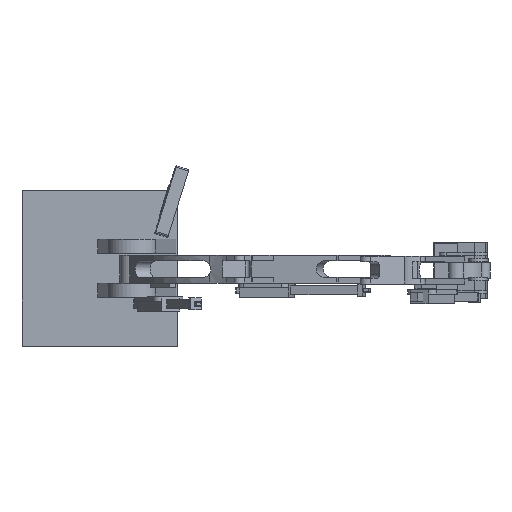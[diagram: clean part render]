
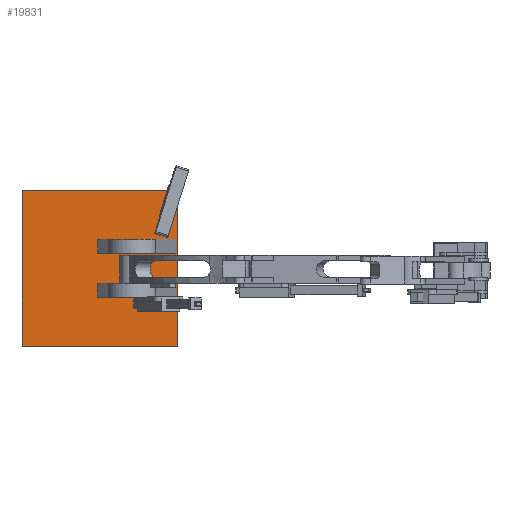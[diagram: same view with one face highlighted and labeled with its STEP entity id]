
A CAD part, top view. The second image highlights one B-rep face of the part: STEP entity #19831.
In plain terms, the highlighted planar face has unit normal (0, 0, 1).
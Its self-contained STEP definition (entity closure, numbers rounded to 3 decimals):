
#3334=ORIENTED_EDGE('',*,*,#8847,.T.);
#3335=ORIENTED_EDGE('',*,*,#8843,.T.);
#3336=ORIENTED_EDGE('',*,*,#8841,.F.);
#3337=ORIENTED_EDGE('',*,*,#8848,.F.);
#3338=ORIENTED_EDGE('',*,*,#8859,.T.);
#3339=ORIENTED_EDGE('',*,*,#8854,.F.);
#3340=ORIENTED_EDGE('',*,*,#8863,.F.);
#3341=ORIENTED_EDGE('',*,*,#8876,.T.);
#3342=ORIENTED_EDGE('',*,*,#8871,.F.);
#3343=ORIENTED_EDGE('',*,*,#8868,.F.);
#3344=ORIENTED_EDGE('',*,*,#8865,.F.);
#3345=ORIENTED_EDGE('',*,*,#8875,.F.);
#8841=EDGE_CURVE('',#11706,#11705,#13562,.T.);
#8843=EDGE_CURVE('',#11707,#11705,#13564,.T.);
#8847=EDGE_CURVE('',#11710,#11707,#13566,.T.);
#8848=EDGE_CURVE('',#11710,#11706,#13567,.T.);
#8854=EDGE_CURVE('',#11716,#11713,#13570,.T.);
#8859=EDGE_CURVE('',#11719,#11713,#13573,.T.);
#8863=EDGE_CURVE('',#11722,#11716,#13576,.T.);
#8865=EDGE_CURVE('',#11724,#11725,#13578,.T.);
#8868=EDGE_CURVE('',#11725,#11727,#13581,.T.);
#8871=EDGE_CURVE('',#11727,#11729,#13584,.T.);
#8875=EDGE_CURVE('',#11729,#11724,#13588,.T.);
#8876=EDGE_CURVE('',#11722,#11719,#13589,.T.);
#11705=VERTEX_POINT('',#29868);
#11706=VERTEX_POINT('',#29870);
#11707=VERTEX_POINT('',#29874);
#11710=VERTEX_POINT('',#29882);
#11713=VERTEX_POINT('',#29892);
#11716=VERTEX_POINT('',#29897);
#11719=VERTEX_POINT('',#29905);
#11722=VERTEX_POINT('',#29915);
#11724=VERTEX_POINT('',#29920);
#11725=VERTEX_POINT('',#29922);
#11727=VERTEX_POINT('',#29928);
#11729=VERTEX_POINT('',#29934);
#13562=LINE('',#29871,#15033);
#13564=LINE('',#29875,#15035);
#13566=LINE('',#29883,#15037);
#13567=LINE('',#29885,#15038);
#13570=LINE('',#29898,#15041);
#13573=LINE('',#29908,#15044);
#13576=LINE('',#29916,#15047);
#13578=LINE('',#29921,#15049);
#13581=LINE('',#29927,#15052);
#13584=LINE('',#29933,#15055);
#13588=LINE('',#29941,#15059);
#13589=LINE('',#29943,#15060);
#15033=VECTOR('',#24169,1000.);
#15035=VECTOR('',#24173,1000.);
#15037=VECTOR('',#24181,1000.);
#15038=VECTOR('',#24184,1000.);
#15041=VECTOR('',#24195,1000.);
#15044=VECTOR('',#24204,1000.);
#15047=VECTOR('',#24213,1000.);
#15049=VECTOR('',#24217,1000.);
#15052=VECTOR('',#24222,1000.);
#15055=VECTOR('',#24227,1000.);
#15059=VECTOR('',#24235,1000.);
#15060=VECTOR('',#24238,1000.);
#16512=EDGE_LOOP('',(#3334,#3335,#3336,#3337));
#16513=EDGE_LOOP('',(#3338,#3339,#3340,#3341));
#16514=EDGE_LOOP('',(#3342,#3343,#3344,#3345));
#18009=FACE_BOUND('',#16512,.T.);
#18010=FACE_BOUND('',#16513,.T.);
#18011=FACE_BOUND('',#16514,.T.);
#19334=PLANE('',#21506);
#19831=ADVANCED_FACE('',(#18009,#18010,#18011),#19334,.F.);
#21506=AXIS2_PLACEMENT_3D('',#29942,#24236,#24237);
#24169=DIRECTION('',(0.,1.,0.));
#24173=DIRECTION('',(1.,0.,0.));
#24181=DIRECTION('',(0.,1.,0.));
#24184=DIRECTION('',(1.,0.,0.));
#24195=DIRECTION('',(1.,0.,0.));
#24204=DIRECTION('',(0.,-1.,0.));
#24213=DIRECTION('',(0.,-1.,0.));
#24217=DIRECTION('',(-1.,0.,0.));
#24222=DIRECTION('',(0.,1.,0.));
#24227=DIRECTION('',(1.,0.,0.));
#24235=DIRECTION('',(0.,-1.,0.));
#24236=DIRECTION('',(0.,0.,-1.));
#24237=DIRECTION('',(0.,1.,0.));
#24238=DIRECTION('',(1.,0.,0.));
#29868=CARTESIAN_POINT('',(49.32,39.,-54.004));
#29870=CARTESIAN_POINT('',(49.32,20.25,-54.004));
#29871=CARTESIAN_POINT('',(49.32,20.25,-54.004));
#29874=CARTESIAN_POINT('',(-55.93,39.,-54.004));
#29875=CARTESIAN_POINT('',(-55.93,39.,-54.004));
#29882=CARTESIAN_POINT('',(-55.93,20.25,-54.004));
#29883=CARTESIAN_POINT('',(-55.93,20.25,-54.004));
#29885=CARTESIAN_POINT('',(-55.93,20.25,-54.004));
#29892=CARTESIAN_POINT('',(49.32,-39.,-54.004));
#29897=CARTESIAN_POINT('',(-55.93,-39.,-54.004));
#29898=CARTESIAN_POINT('',(-55.93,-39.,-54.004));
#29905=CARTESIAN_POINT('',(49.32,-20.25,-54.004));
#29908=CARTESIAN_POINT('',(49.32,-20.25,-54.004));
#29915=CARTESIAN_POINT('',(-55.93,-20.25,-54.004));
#29916=CARTESIAN_POINT('',(-55.93,-20.25,-54.004));
#29920=CARTESIAN_POINT('',(51.845,-105.,-54.004));
#29921=CARTESIAN_POINT('',(51.845,-105.,-54.004));
#29922=CARTESIAN_POINT('',(-158.155,-105.,-54.004));
#29927=CARTESIAN_POINT('',(-158.155,-105.,-54.004));
#29928=CARTESIAN_POINT('',(-158.155,105.,-54.004));
#29933=CARTESIAN_POINT('',(-158.155,105.,-54.004));
#29934=CARTESIAN_POINT('',(51.845,105.,-54.004));
#29941=CARTESIAN_POINT('',(51.845,105.,-54.004));
#29942=CARTESIAN_POINT('',(0.,20.25,-54.004));
#29943=CARTESIAN_POINT('',(-55.93,-20.25,-54.004));
